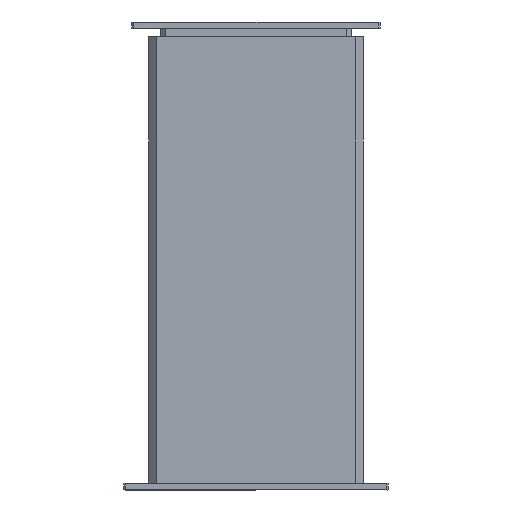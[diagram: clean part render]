
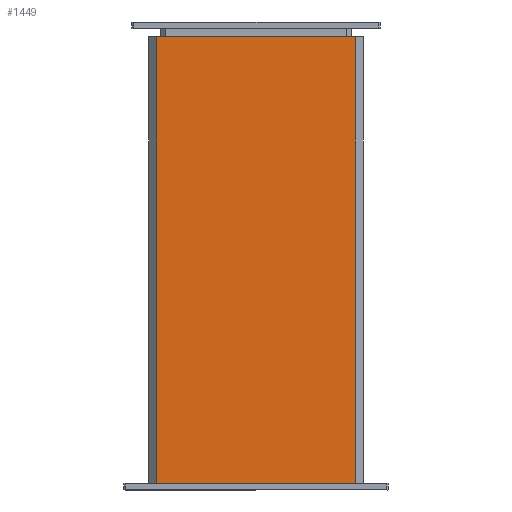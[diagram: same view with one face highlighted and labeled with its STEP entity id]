
A CAD part, front view. The second image highlights one B-rep face of the part: STEP entity #1449.
In plain terms, the highlighted planar face has unit normal (0, -1, 0).
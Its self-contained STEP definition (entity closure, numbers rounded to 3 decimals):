
#396 = CARTESIAN_POINT ( 'NONE',  ( 120., -24., 0. ) ) ;
#513 = VERTEX_POINT ( 'NONE', #3570 ) ;
#522 = FACE_OUTER_BOUND ( 'NONE', #3754, .T. ) ;
#1032 = CARTESIAN_POINT ( 'NONE',  ( 120., -24., 540. ) ) ;
#1386 = EDGE_CURVE ( 'NONE', #6669, #5430, #4087, .T. ) ;
#1449 = ADVANCED_FACE ( 'NONE', ( #522 ), #3619, .T. ) ;
#1509 = DIRECTION ( 'NONE',  ( 0., 0., -1. ) ) ;
#1664 = VECTOR ( 'NONE', #3957, 1000. ) ;
#1792 = ORIENTED_EDGE ( 'NONE', *, *, #1386, .T. ) ;
#2247 = CARTESIAN_POINT ( 'NONE',  ( 120., -24., 0. ) ) ;
#2628 = EDGE_CURVE ( 'NONE', #513, #6669, #6424, .T. ) ;
#2655 = VERTEX_POINT ( 'NONE', #2247 ) ;
#2848 = LINE ( 'NONE', #5952, #6274 ) ;
#2882 = CARTESIAN_POINT ( 'NONE',  ( -120., -24., 0. ) ) ;
#3079 = DIRECTION ( 'NONE',  ( 0., -1., 0. ) ) ;
#3157 = DIRECTION ( 'NONE',  ( -1., 0., 0. ) ) ;
#3570 = CARTESIAN_POINT ( 'NONE',  ( 120., -24., 540. ) ) ;
#3619 = PLANE ( 'NONE',  #6885 ) ;
#3754 = EDGE_LOOP ( 'NONE', ( #3850, #5239, #3826, #1792 ) ) ;
#3826 = ORIENTED_EDGE ( 'NONE', *, *, #2628, .T. ) ;
#3850 = ORIENTED_EDGE ( 'NONE', *, *, #4448, .T. ) ;
#3851 = VECTOR ( 'NONE', #3157, 1000. ) ;
#3895 = CARTESIAN_POINT ( 'NONE',  ( 120., -24., 0. ) ) ;
#3957 = DIRECTION ( 'NONE',  ( 0., 0., -1. ) ) ;
#4087 = LINE ( 'NONE', #2882, #1664 ) ;
#4194 = VECTOR ( 'NONE', #6574, 1000. ) ;
#4301 = CARTESIAN_POINT ( 'NONE',  ( -120., -24., 0. ) ) ;
#4448 = EDGE_CURVE ( 'NONE', #5430, #2655, #4901, .T. ) ;
#4824 = EDGE_CURVE ( 'NONE', #2655, #513, #2848, .T. ) ;
#4901 = LINE ( 'NONE', #3895, #4194 ) ;
#5239 = ORIENTED_EDGE ( 'NONE', *, *, #4824, .T. ) ;
#5405 = DIRECTION ( 'NONE',  ( 0., 0., 1. ) ) ;
#5430 = VERTEX_POINT ( 'NONE', #4301 ) ;
#5816 = CARTESIAN_POINT ( 'NONE',  ( -120., -24., 540. ) ) ;
#5952 = CARTESIAN_POINT ( 'NONE',  ( 120., -24., 0. ) ) ;
#6274 = VECTOR ( 'NONE', #5405, 1000. ) ;
#6424 = LINE ( 'NONE', #1032, #3851 ) ;
#6574 = DIRECTION ( 'NONE',  ( 1., 0., 0. ) ) ;
#6669 = VERTEX_POINT ( 'NONE', #5816 ) ;
#6885 = AXIS2_PLACEMENT_3D ( 'NONE', #396, #3079, #1509 ) ;
